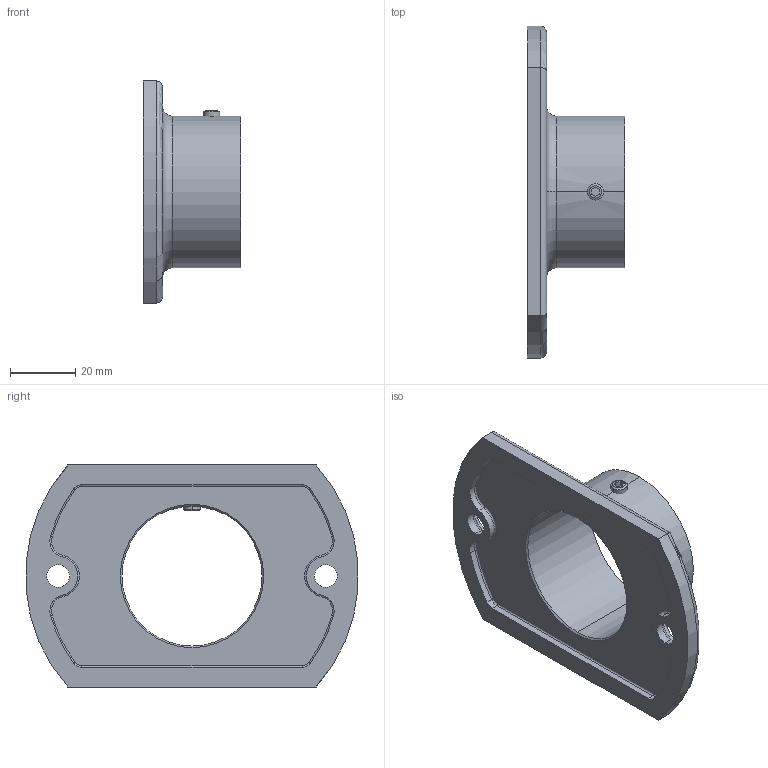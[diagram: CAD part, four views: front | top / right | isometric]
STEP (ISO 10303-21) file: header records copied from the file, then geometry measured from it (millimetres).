
FILE_DESCRIPTION (( 'STEP AP203' ), '1' );
FILE_NAME ('0100000000019013_20_A_0503-042.STEP', '2022-11-04T12:07:59', ( '' ), ( '' ), 'SwSTEP 2.0', 'SolidWorks 2019', '' );
FILE_SCHEMA (( 'CONFIG_CONTROL_DESIGN' ));
Length unit declared in the file: millimetre
Products named in the file (3): 0100000000019013_27_DIN 913_M5x5_SKRUTKA M 5X 5; 0100000000019013_26_A_0503-042.P1; 0100000000019013_20_A_0503-042
Assembly tree (2 placements, depth 2):
  0100000000019013_20_A_0503-042
    0100000000019013_26_A_0503-042.P1
    0100000000019013_27_DIN 913_M5x5_SKRUTKA M 5X 5
Bounding box: 30 x 101.66 x 68 mm (x, y, z)
Volume: 27437.2 mm3; surface area: 19263.8 mm2
Topology: 2 solids, 2 shells, 81 faces, 188 edges, 112 vertices
Faces by surface type: cylinder 36, torus 18, plane 17, cone 10
Entity records: 2769 total; most frequent: CARTESIAN_POINT 546, DIRECTION 454, ORIENTED_EDGE 376, EDGE_CURVE 188, AXIS2_PLACEMENT_3D 188, VERTEX_POINT 112, CIRCLE 102, EDGE_LOOP 90
